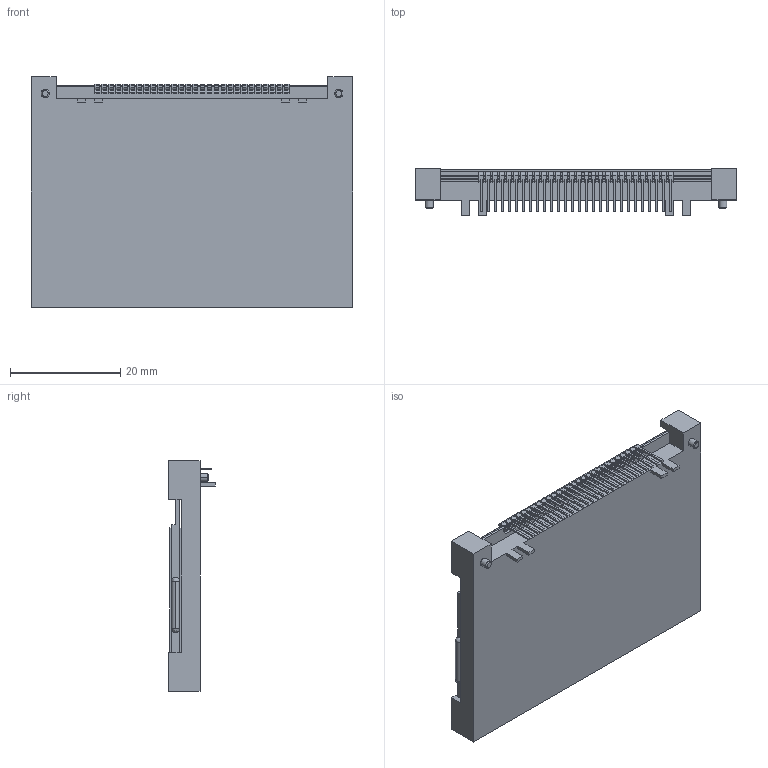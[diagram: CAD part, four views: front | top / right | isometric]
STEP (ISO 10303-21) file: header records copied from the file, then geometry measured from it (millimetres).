
FILE_DESCRIPTION((''),'2;1');
FILE_NAME('14645_LCM_A_ASM','2021-08-24T',('caizhe'),(''),'PRO/ENGINEER BY PARAMETRIC TECHNOLOGY CORPORATION, 2005030','PRO/ENGINEER BY PARAMETRIC TECHNOLOGY CORPORATION, 2005030','');
FILE_SCHEMA(('CONFIG_CONTROL_DESIGN'));
Length unit declared in the file: millimetre
Products named in the file (4): 14645_LED_A; PRT0001; 13671PIN; 14645_LCM_A_ASM
Assembly tree (30 placements, depth 2):
  14645_LCM_A_ASM
    14645_LED_A
    PRT0001
    13671PIN  x28
Bounding box: 58.2 x 8.5 x 41.7 mm (x, y, z)
Volume: 11514.9 mm3; surface area: 10725.9 mm2
Topology: 30 solids, 30 shells, 831 faces, 2290 edges, 1524 vertices
Faces by surface type: plane 593, cylinder 232, cone 4, bspline 2
Entity records: 4354 total; most frequent: CARTESIAN_POINT 791, DIRECTION 708, ORIENTED_EDGE 692, EDGE_CURVE 346, VECTOR 306, LINE 306, VERTEX_POINT 228, AXIS2_PLACEMENT_3D 201
